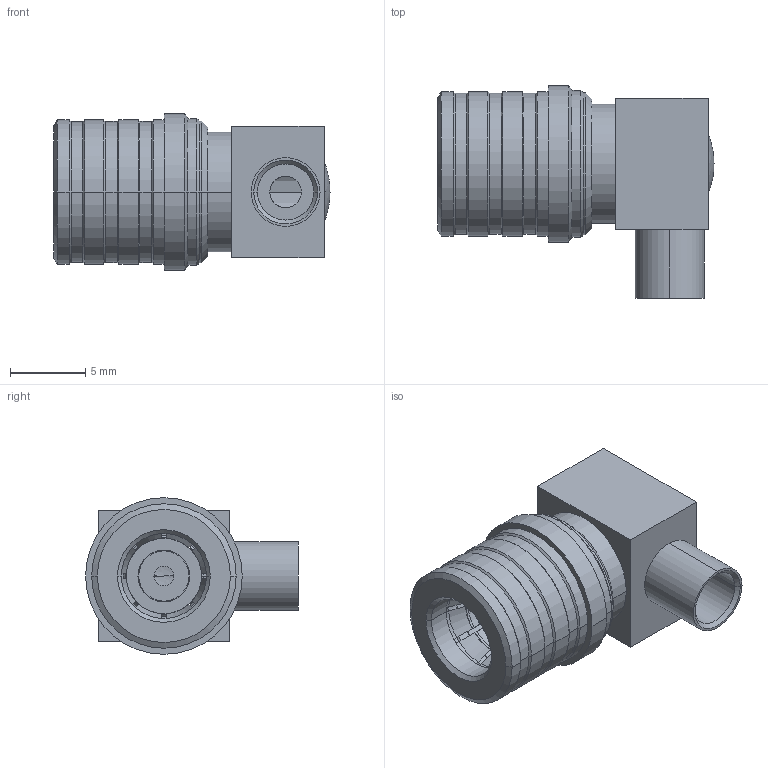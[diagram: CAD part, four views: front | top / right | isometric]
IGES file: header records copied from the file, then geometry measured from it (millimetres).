
Start section:  PTC IGES file: 930-103p-51a.igs
Global section: file name: 930-103p-51a.igs; native system: Pro/ENGINEER by Parametric Technology Corporation; preprocessor: 2008010; author: rkarthik; organization: Unknown; date: 20091230.082021; units: inch
Bounding box: 18.34 x 14.15 x 10.41 mm (x, y, z)
Surface area: 1188.3 mm2 (no closed solid volume)
Topology: 0 solids, 0 shells, 143 faces, 710 edges, 706 vertices
Faces by surface type: revolution 112, bspline 31
